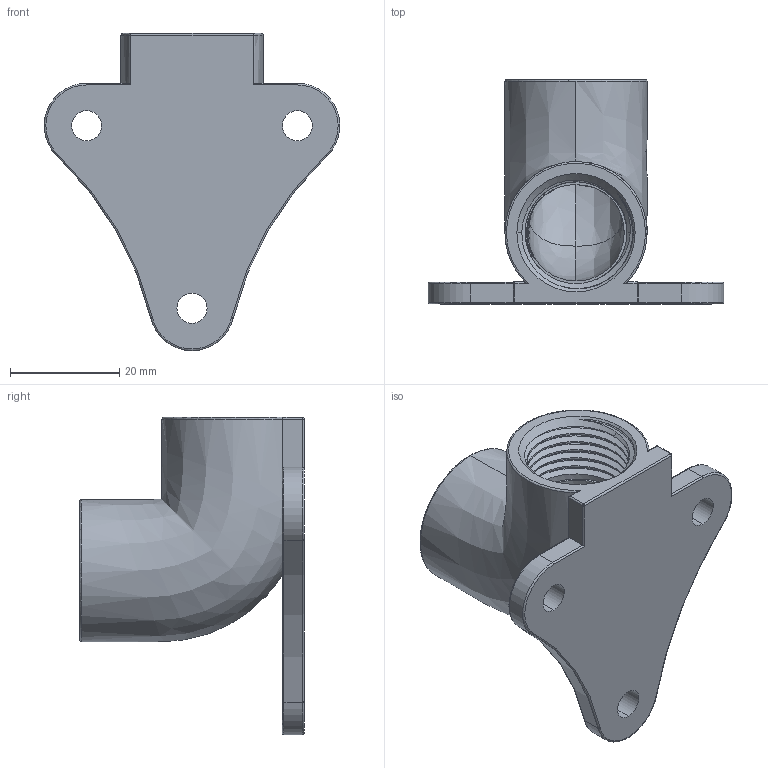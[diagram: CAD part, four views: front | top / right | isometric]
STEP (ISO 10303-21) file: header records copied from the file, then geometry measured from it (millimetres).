
FILE_DESCRIPTION (( 'STEP AP203' ), '1' );
FILE_NAME ('湍攫LB90-1-2.STEP', '2022-09-05T08:31:12', ( 'Microsoft' ), ( 'Microsoft' ), 'SwSTEP 2.0', 'SolidWorks 2016', '' );
FILE_SCHEMA (( 'CONFIG_CONTROL_DESIGN' ));
Length unit declared in the file: millimetre
Products named in the file (1): 湍攫LB90-1-2
Bounding box: 54.03 x 41 x 58 mm (x, y, z)
Volume: 18395.3 mm3; surface area: 11827.2 mm2
Topology: 1 solids, 1 shells, 100 faces, 264 edges, 165 vertices
Faces by surface type: cylinder 54, bspline 16, plane 12, torus 10, cone 5, sphere 3
Entity records: 9014 total; most frequent: CARTESIAN_POINT 6735, ORIENTED_EDGE 522, DIRECTION 401, EDGE_CURVE 261, VERTEX_POINT 165, AXIS2_PLACEMENT_3D 159, EDGE_LOOP 110, FACE_OUTER_BOUND 100
